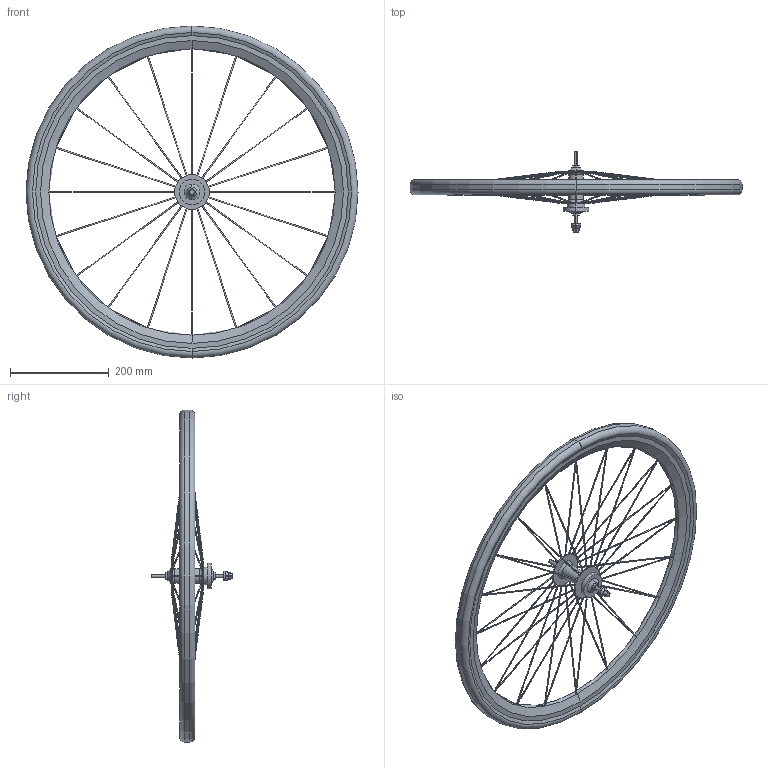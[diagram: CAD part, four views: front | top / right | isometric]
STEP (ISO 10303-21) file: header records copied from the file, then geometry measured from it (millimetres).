
FILE_DESCRIPTION (( 'STEP AP203' ), '1' );
FILE_NAME ('Frontwheel_Default_sldprt.STEP', '2022-09-02T14:24:09', ( '' ), ( '' ), 'SwSTEP 2.0', 'SolidWorks 2021', '' );
FILE_SCHEMA (( 'CONFIG_CONTROL_DESIGN' ));
Length unit declared in the file: millimetre
Products named in the file (1): Frontwheel_Default_sldprt
Bounding box: 672.51 x 166 x 672.51 mm (x, y, z)
Volume: 2208683 mm3; surface area: 344612.5 mm2
Topology: 1 solids, 1 shells, 177 faces, 528 edges, 340 vertices
Faces by surface type: bspline 80, plane 47, cylinder 20, cone 16, torus 14
Entity records: 8977 total; most frequent: CARTESIAN_POINT 4922, ORIENTED_EDGE 1056, EDGE_CURVE 528, DIRECTION 498, VERTEX_POINT 340, B_SPLINE_CURVE_WITH_KNOTS 284, EDGE_LOOP 244, AXIS2_PLACEMENT_3D 196
